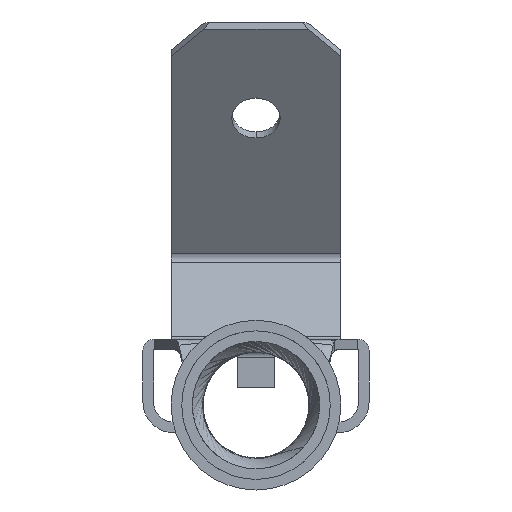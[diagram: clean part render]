
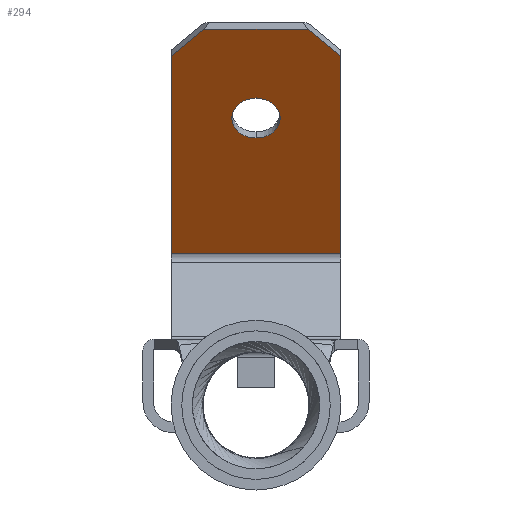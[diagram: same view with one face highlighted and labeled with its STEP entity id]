
A CAD part, front view. The second image highlights one B-rep face of the part: STEP entity #294.
In plain terms, the highlighted planar face has unit normal (0, -0.819, -0.574).
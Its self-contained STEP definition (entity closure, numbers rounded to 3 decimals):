
#101 = LINE ( 'NONE', #3478, #4866 ) ;
#232 = VECTOR ( 'NONE', #3253, 1000. ) ;
#249 = CARTESIAN_POINT ( 'NONE',  ( 0., 6.445, 7.951 ) ) ;
#294 = ADVANCED_FACE ( 'NONE', ( #4235, #4297 ), #3805, .F. ) ;
#328 = DIRECTION ( 'NONE',  ( 0., -0.574, 0.819 ) ) ;
#349 = EDGE_CURVE ( 'NONE', #2334, #1698, #3800, .T. ) ;
#426 = VERTEX_POINT ( 'NONE', #4600 ) ;
#450 = CARTESIAN_POINT ( 'NONE',  ( 2.795, 10.133, 2.684 ) ) ;
#699 = CARTESIAN_POINT ( 'NONE',  ( 2.795, 10.133, 2.684 ) ) ;
#832 = AXIS2_PLACEMENT_3D ( 'NONE', #699, #4191, #328 ) ;
#844 = LINE ( 'NONE', #1441, #2283 ) ;
#926 = CARTESIAN_POINT ( 'NONE',  ( -2.794, 10.021, 2.844 ) ) ;
#1000 = CARTESIAN_POINT ( 'NONE',  ( 0., 6.904, 7.296 ) ) ;
#1057 = DIRECTION ( 'NONE',  ( 1., 0., 0. ) ) ;
#1080 = LINE ( 'NONE', #1312, #4440 ) ;
#1086 = VERTEX_POINT ( 'NONE', #2924 ) ;
#1108 = CARTESIAN_POINT ( 'NONE',  ( -1.545, 4.753, 10.367 ) ) ;
#1113 = VERTEX_POINT ( 'NONE', #1736 ) ;
#1117 = VERTEX_POINT ( 'NONE', #926 ) ;
#1171 = AXIS2_PLACEMENT_3D ( 'NONE', #1000, #4544, #4527 ) ;
#1211 = ORIENTED_EDGE ( 'NONE', *, *, #4795, .T. ) ;
#1299 = ORIENTED_EDGE ( 'NONE', *, *, #4468, .T. ) ;
#1312 = CARTESIAN_POINT ( 'NONE',  ( 2.795, 4.853, 10.224 ) ) ;
#1441 = CARTESIAN_POINT ( 'NONE',  ( 2.795, 5.47, 9.343 ) ) ;
#1557 = EDGE_LOOP ( 'NONE', ( #1299, #1585, #3000, #1941, #4853, #3206, #3708, #3810 ) ) ;
#1585 = ORIENTED_EDGE ( 'NONE', *, *, #4655, .T. ) ;
#1591 = DIRECTION ( 'NONE',  ( 0., -0.574, 0.819 ) ) ;
#1598 = EDGE_CURVE ( 'NONE', #2727, #1113, #1718, .T. ) ;
#1698 = VERTEX_POINT ( 'NONE', #3330 ) ;
#1718 = CIRCLE ( 'NONE', #1171, 0.8 ) ;
#1736 = CARTESIAN_POINT ( 'NONE',  ( 0., 7.363, 6.64 ) ) ;
#1742 = DIRECTION ( 'NONE',  ( -1., 0., 0. ) ) ;
#1768 = CARTESIAN_POINT ( 'NONE',  ( 2.795, 5.47, 9.343 ) ) ;
#1812 = CIRCLE ( 'NONE', #3920, 0.8 ) ;
#1816 = CARTESIAN_POINT ( 'NONE',  ( -2.795, 10.133, 2.684 ) ) ;
#1941 = ORIENTED_EDGE ( 'NONE', *, *, #2684, .T. ) ;
#2079 = VECTOR ( 'NONE', #4856, 1000. ) ;
#2227 = VECTOR ( 'NONE', #5034, 1000. ) ;
#2257 = LINE ( 'NONE', #2864, #232 ) ;
#2283 = VECTOR ( 'NONE', #2973, 1000. ) ;
#2334 = VERTEX_POINT ( 'NONE', #4692 ) ;
#2552 = EDGE_CURVE ( 'NONE', #1698, #2689, #4462, .T. ) ;
#2684 = EDGE_CURVE ( 'NONE', #3101, #4325, #844, .T. ) ;
#2689 = VERTEX_POINT ( 'NONE', #1816 ) ;
#2727 = VERTEX_POINT ( 'NONE', #249 ) ;
#2748 = VECTOR ( 'NONE', #1057, 1000. ) ;
#2764 = DIRECTION ( 'NONE',  ( 0., 0.819, 0.574 ) ) ;
#2864 = CARTESIAN_POINT ( 'NONE',  ( -2.794, 8.06, 5.644 ) ) ;
#2924 = CARTESIAN_POINT ( 'NONE',  ( 2.795, 10.133, 2.684 ) ) ;
#2973 = DIRECTION ( 'NONE',  ( -0.707, -0.406, 0.579 ) ) ;
#3000 = ORIENTED_EDGE ( 'NONE', *, *, #3106, .F. ) ;
#3040 = CARTESIAN_POINT ( 'NONE',  ( 2.794, 10.021, 2.844 ) ) ;
#3054 = LINE ( 'NONE', #3040, #2748 ) ;
#3101 = VERTEX_POINT ( 'NONE', #1768 ) ;
#3106 = EDGE_CURVE ( 'NONE', #3101, #1086, #4640, .T. ) ;
#3206 = ORIENTED_EDGE ( 'NONE', *, *, #349, .T. ) ;
#3253 = DIRECTION ( 'NONE',  ( 0., -0.574, 0.819 ) ) ;
#3330 = CARTESIAN_POINT ( 'NONE',  ( -2.795, 5.47, 9.343 ) ) ;
#3478 = CARTESIAN_POINT ( 'NONE',  ( 2.794, 10.133, 2.684 ) ) ;
#3653 = CARTESIAN_POINT ( 'NONE',  ( -2.795, 10.133, 2.684 ) ) ;
#3708 = ORIENTED_EDGE ( 'NONE', *, *, #2552, .T. ) ;
#3729 = DIRECTION ( 'NONE',  ( 0., 0.574, -0.819 ) ) ;
#3800 = LINE ( 'NONE', #1108, #2227 ) ;
#3805 = PLANE ( 'NONE',  #832 ) ;
#3810 = ORIENTED_EDGE ( 'NONE', *, *, #4212, .T. ) ;
#3875 = EDGE_LOOP ( 'NONE', ( #5046, #1211 ) ) ;
#3920 = AXIS2_PLACEMENT_3D ( 'NONE', #4303, #2764, #1591 ) ;
#4037 = CARTESIAN_POINT ( 'NONE',  ( 1.72, 4.853, 10.224 ) ) ;
#4191 = DIRECTION ( 'NONE',  ( 0., 0.819, 0.574 ) ) ;
#4212 = EDGE_CURVE ( 'NONE', #2689, #1117, #2257, .T. ) ;
#4235 = FACE_BOUND ( 'NONE', #3875, .T. ) ;
#4280 = EDGE_CURVE ( 'NONE', #4325, #2334, #1080, .T. ) ;
#4297 = FACE_OUTER_BOUND ( 'NONE', #1557, .T. ) ;
#4303 = CARTESIAN_POINT ( 'NONE',  ( 0., 6.904, 7.296 ) ) ;
#4325 = VERTEX_POINT ( 'NONE', #4037 ) ;
#4440 = VECTOR ( 'NONE', #1742, 1000. ) ;
#4462 = LINE ( 'NONE', #3653, #4651 ) ;
#4468 = EDGE_CURVE ( 'NONE', #1117, #426, #3054, .T. ) ;
#4527 = DIRECTION ( 'NONE',  ( 0., -0.574, 0.819 ) ) ;
#4544 = DIRECTION ( 'NONE',  ( 0., 0.819, 0.574 ) ) ;
#4600 = CARTESIAN_POINT ( 'NONE',  ( 2.794, 10.021, 2.844 ) ) ;
#4613 = DIRECTION ( 'NONE',  ( 0., 0.574, -0.819 ) ) ;
#4640 = LINE ( 'NONE', #450, #2079 ) ;
#4651 = VECTOR ( 'NONE', #3729, 1000. ) ;
#4655 = EDGE_CURVE ( 'NONE', #426, #1086, #101, .T. ) ;
#4692 = CARTESIAN_POINT ( 'NONE',  ( -1.72, 4.853, 10.224 ) ) ;
#4795 = EDGE_CURVE ( 'NONE', #1113, #2727, #1812, .T. ) ;
#4853 = ORIENTED_EDGE ( 'NONE', *, *, #4280, .T. ) ;
#4856 = DIRECTION ( 'NONE',  ( 0., 0.574, -0.819 ) ) ;
#4866 = VECTOR ( 'NONE', #4613, 1000. ) ;
#5034 = DIRECTION ( 'NONE',  ( -0.707, 0.406, -0.579 ) ) ;
#5046 = ORIENTED_EDGE ( 'NONE', *, *, #1598, .T. ) ;
